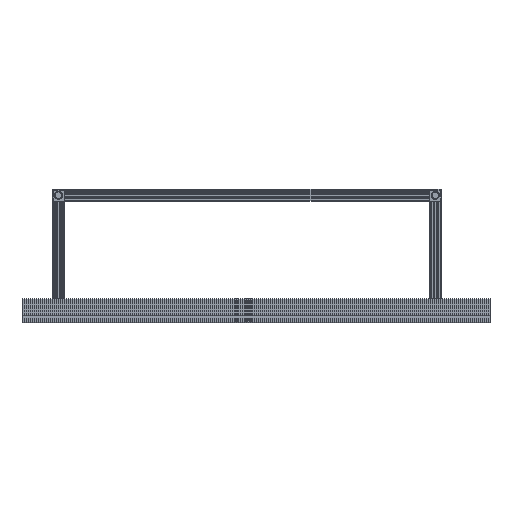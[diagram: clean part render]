
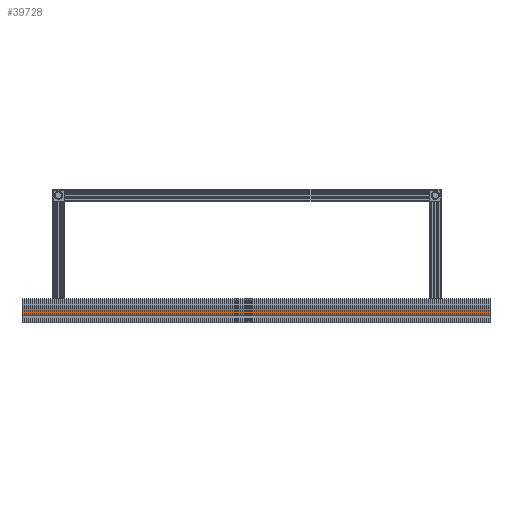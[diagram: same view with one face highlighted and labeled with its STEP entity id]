
A CAD part, front view. The second image highlights one B-rep face of the part: STEP entity #39728.
In plain terms, the highlighted planar face has unit normal (0, -1, 0).
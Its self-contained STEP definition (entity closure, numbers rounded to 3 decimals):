
#1442=FACE_OUTER_BOUND('',#3598,.T.);
#3598=EDGE_LOOP('',(#26899,#26900,#26901,#26902));
#7459=LINE('',#58066,#11829);
#7569=LINE('',#58417,#11939);
#7712=LINE('',#58796,#12082);
#7713=LINE('',#58797,#12083);
#11829=VECTOR('',#45973,1000.);
#11939=VECTOR('',#46225,1000.);
#12082=VECTOR('',#46600,10.);
#12083=VECTOR('',#46601,10.);
#16237=VERTEX_POINT('',#58063);
#16238=VERTEX_POINT('',#58065);
#16407=VERTEX_POINT('',#58414);
#16408=VERTEX_POINT('',#58416);
#20253=EDGE_CURVE('',#16237,#16238,#7459,.T.);
#20429=EDGE_CURVE('',#16407,#16408,#7569,.T.);
#20620=EDGE_CURVE('',#16408,#16237,#7712,.T.);
#20621=EDGE_CURVE('',#16407,#16238,#7713,.T.);
#26899=ORIENTED_EDGE('',*,*,#20620,.F.);
#26900=ORIENTED_EDGE('',*,*,#20429,.F.);
#26901=ORIENTED_EDGE('',*,*,#20621,.T.);
#26902=ORIENTED_EDGE('',*,*,#20253,.F.);
#38416=PLANE('',#42229);
#39728=ADVANCED_FACE('',(#1442),#38416,.F.);
#42229=AXIS2_PLACEMENT_3D('',#58795,#46598,#46599);
#45973=DIRECTION('',(-1.,0.,0.));
#46225=DIRECTION('',(1.,0.,0.));
#46598=DIRECTION('center_axis',(0.,1.,0.));
#46599=DIRECTION('ref_axis',(0.,0.,1.));
#46600=DIRECTION('',(0.,0.,-1.));
#46601=DIRECTION('',(0.,0.,-1.));
#58063=CARTESIAN_POINT('',(14.68,-20.,-1082.8));
#58065=CARTESIAN_POINT('',(-14.68,-20.,-1082.8));
#58066=CARTESIAN_POINT('',(14.68,-20.,-1082.8));
#58414=CARTESIAN_POINT('',(-14.68,-20.,457.2));
#58416=CARTESIAN_POINT('',(14.68,-20.,457.2));
#58417=CARTESIAN_POINT('',(14.68,-20.,457.2));
#58795=CARTESIAN_POINT('Origin',(14.68,-20.,457.2));
#58796=CARTESIAN_POINT('',(14.68,-20.,-457.2));
#58797=CARTESIAN_POINT('',(-14.68,-20.,-457.2));
